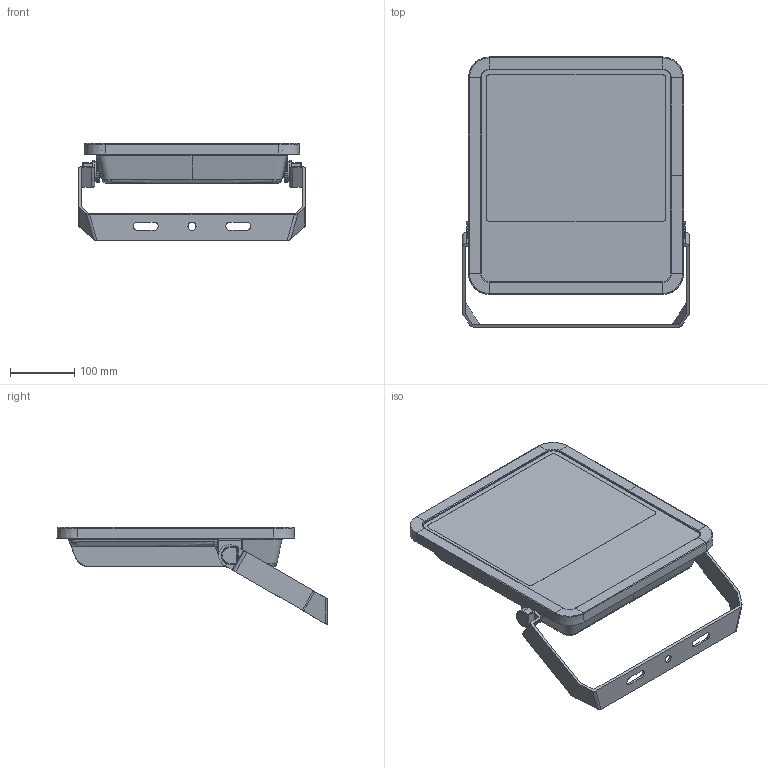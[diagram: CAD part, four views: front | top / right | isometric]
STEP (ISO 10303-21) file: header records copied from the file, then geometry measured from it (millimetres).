
FILE_DESCRIPTION (( 'STEP AP214' ), '1' );
FILE_NAME ('FL-AREA-145W.STEP', '2023-03-16T12:19:11', ( '' ), ( '' ), 'SwSTEP 2.0', 'SolidWorks 2020', '' );
FILE_SCHEMA (( 'AUTOMOTIVE_DESIGN' ));
Length unit declared in the file: millimetre
Products named in the file (1): FL-AREA-145W
Bounding box: 353 x 420.53 x 151.21 mm (x, y, z)
Volume: 3668705.3 mm3; surface area: 963414.8 mm2
Topology: 8 solids, 8 shells, 1161 faces, 2818 edges, 1627 vertices
Faces by surface type: bspline 423, cylinder 387, plane 275, torus 42, cone 28, sphere 6
Full cylindrical faces by diameter (mm): 10.5 x2, 29.941 x2
Entity records: 64748 total; most frequent: CARTESIAN_POINT 28337, ORIENTED_EDGE 5524, DIRECTION 4152, EDGE_CURVE 2762, VERTEX_POINT 1627, AXIS2_PLACEMENT_3D 1575, EDGE_LOOP 1183, UNCERTAINTY_MEASURE_WITH_UNIT 1171
